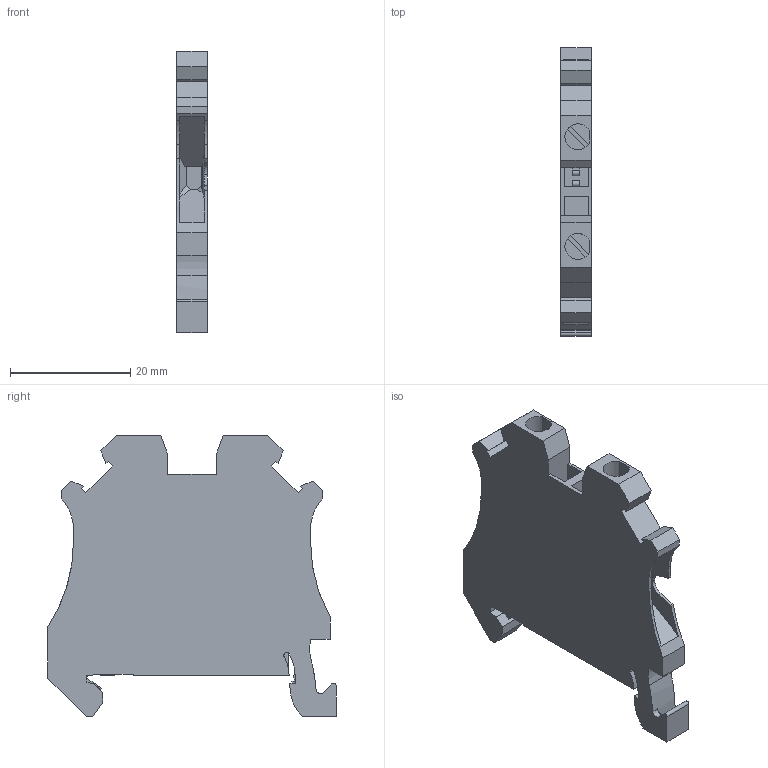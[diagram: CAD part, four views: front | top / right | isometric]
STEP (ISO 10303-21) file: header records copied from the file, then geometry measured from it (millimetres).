
FILE_DESCRIPTION(('Creo Elements/Direct Modeling STEP Export'),'2;1');
FILE_NAME('model.stp','2019-01-25T 3:58:26',(''),(''),'Creo Elements/Direct Modeling STEP processor for AP214 (Solid Model)','Creo Elements/Direct Modeling 20.1A 29-Sep-2018 (C) Parametric Technology GmbH','');
FILE_SCHEMA(('AUTOMOTIVE_DESIGN { 1 0 10303 214 1 1 1 1 }'));
Length unit declared in the file: millimetre
Products named in the file (2): UT_2.5-PE-select
Assembly tree (1 placements, depth 2):
  UT_2.5-PE-select
    UT_2.5-PE-select
Bounding box: 5.15 x 48 x 46.85 mm (x, y, z)
Volume: 6988.6 mm3; surface area: 5456.9 mm2
Topology: 1 solids, 1 shells, 176 faces, 506 edges, 334 vertices
Faces by surface type: plane 152, cylinder 24
Entity records: 7025 total; most frequent: ORIENTED_EDGE 1012, CARTESIAN_POINT 990, DIRECTION 888, EDGE_CURVE 506, VECTOR 424, LINE 424, VERTEX_POINT 334, AXIS2_PLACEMENT_3D 232
